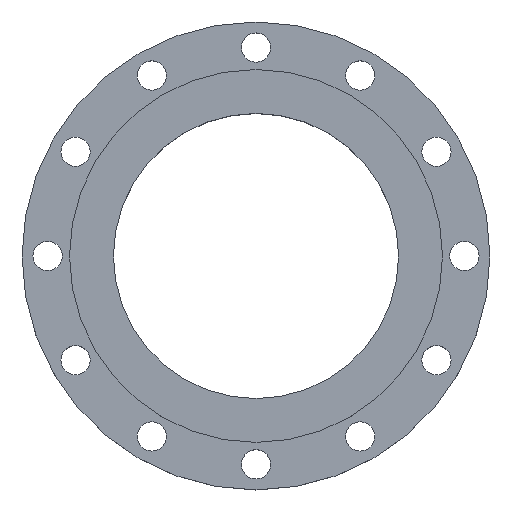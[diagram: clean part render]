
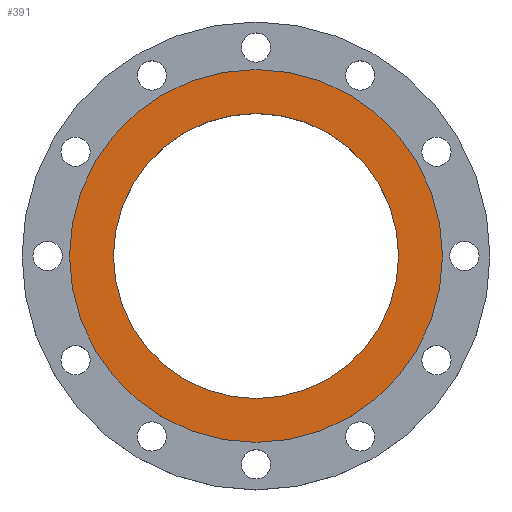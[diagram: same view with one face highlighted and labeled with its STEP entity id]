
A CAD part, top view. The second image highlights one B-rep face of the part: STEP entity #391.
In plain terms, the highlighted planar face has unit normal (0, 0, 1).
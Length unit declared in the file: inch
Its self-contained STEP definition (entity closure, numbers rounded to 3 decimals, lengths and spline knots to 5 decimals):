
#36 = EDGE_LOOP ( 'NONE', ( #1064, #1242 ) ) ;
#67 = FACE_BOUND ( 'NONE', #264, .T. ) ;
#73 = DIRECTION ( 'NONE',  ( 0., 0., 1. ) ) ;
#98 = CARTESIAN_POINT ( 'NONE',  ( 0., 0., 0. ) ) ;
#140 = VERTEX_POINT ( 'NONE', #650 ) ;
#155 = AXIS2_PLACEMENT_3D ( 'NONE', #98, #970, #197 ) ;
#161 = FACE_OUTER_BOUND ( 'NONE', #36, .T. ) ;
#192 = DIRECTION ( 'NONE',  ( 1., 0., 0. ) ) ;
#197 = DIRECTION ( 'NONE',  ( 1., 0., 0. ) ) ;
#264 = EDGE_LOOP ( 'NONE', ( #1269, #456 ) ) ;
#272 = AXIS2_PLACEMENT_3D ( 'NONE', #627, #1395, #1279 ) ;
#332 = AXIS2_PLACEMENT_3D ( 'NONE', #1171, #73, #521 ) ;
#346 = EDGE_CURVE ( 'NONE', #852, #1210, #965, .T. ) ;
#355 = AXIS2_PLACEMENT_3D ( 'NONE', #371, #715, #192 ) ;
#371 = CARTESIAN_POINT ( 'NONE',  ( 0., 0., 0. ) ) ;
#391 = ADVANCED_FACE ( 'NONE', ( #67, #161 ), #509, .F. ) ;
#456 = ORIENTED_EDGE ( 'NONE', *, *, #346, .F. ) ;
#509 = PLANE ( 'NONE',  #272 ) ;
#511 = VERTEX_POINT ( 'NONE', #1133 ) ;
#521 = DIRECTION ( 'NONE',  ( 1., 0., 0. ) ) ;
#627 = CARTESIAN_POINT ( 'NONE',  ( 0., 4.875, 0. ) ) ;
#650 = CARTESIAN_POINT ( 'NONE',  ( 6.375, 0., 0. ) ) ;
#665 = AXIS2_PLACEMENT_3D ( 'NONE', #836, #1277, #1399 ) ;
#679 = EDGE_CURVE ( 'NONE', #1210, #852, #1076, .T. ) ;
#715 = DIRECTION ( 'NONE',  ( 0., 0., 1. ) ) ;
#782 = CARTESIAN_POINT ( 'NONE',  ( 4.875, 0., 0. ) ) ;
#836 = CARTESIAN_POINT ( 'NONE',  ( 0., 0., 0. ) ) ;
#852 = VERTEX_POINT ( 'NONE', #1356 ) ;
#921 = CIRCLE ( 'NONE', #155, 6.375 ) ;
#965 = CIRCLE ( 'NONE', #332, 4.875 ) ;
#970 = DIRECTION ( 'NONE',  ( 0., 0., 1. ) ) ;
#1023 = EDGE_CURVE ( 'NONE', #140, #511, #1121, .T. ) ;
#1064 = ORIENTED_EDGE ( 'NONE', *, *, #1023, .T. ) ;
#1076 = CIRCLE ( 'NONE', #355, 4.875 ) ;
#1096 = EDGE_CURVE ( 'NONE', #511, #140, #921, .T. ) ;
#1121 = CIRCLE ( 'NONE', #665, 6.375 ) ;
#1133 = CARTESIAN_POINT ( 'NONE',  ( -6.375, 0., 0. ) ) ;
#1171 = CARTESIAN_POINT ( 'NONE',  ( 0., 0., 0. ) ) ;
#1210 = VERTEX_POINT ( 'NONE', #782 ) ;
#1242 = ORIENTED_EDGE ( 'NONE', *, *, #1096, .T. ) ;
#1269 = ORIENTED_EDGE ( 'NONE', *, *, #679, .F. ) ;
#1277 = DIRECTION ( 'NONE',  ( 0., 0., 1. ) ) ;
#1279 = DIRECTION ( 'NONE',  ( -1., 0., 0. ) ) ;
#1356 = CARTESIAN_POINT ( 'NONE',  ( -4.875, 0., 0. ) ) ;
#1395 = DIRECTION ( 'NONE',  ( 0., 0., -1. ) ) ;
#1399 = DIRECTION ( 'NONE',  ( 1., 0., 0. ) ) ;
